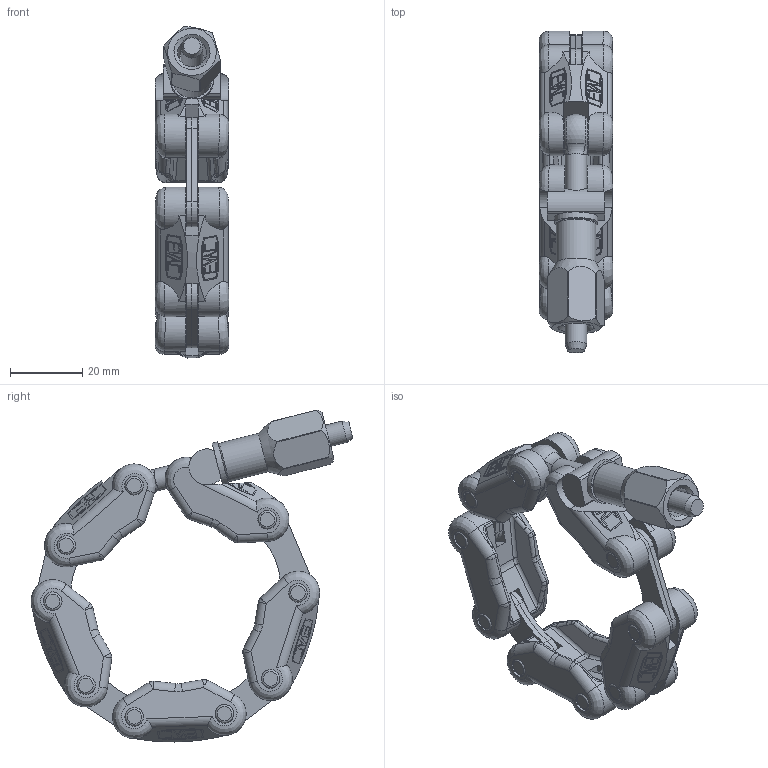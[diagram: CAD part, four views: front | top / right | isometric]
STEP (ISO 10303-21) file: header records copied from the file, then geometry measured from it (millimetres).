
FILE_DESCRIPTION(/* description */ (''),/* implementation_level */ '2;1');
FILE_NAME(/* name */ '30.040006.151.641',/* time_stamp */ '2019-06-21T10:22:20+02:00',/* author */ ('Murat Coskun Bicak'),/* organization */ ('Evac AG'),/* preprocessor_version */ 'ST-DEVELOPER v16.7',/* originating_system */ 'DEX',/* authorisation */ $);
FILE_SCHEMA (('AUTOMOTIVE_DESIGN {1 0 10303 214 3 1 1}'));
Length unit declared in the file: millimetre
Products named in the file (11): 30.040006.151.641; 03.236.001-ST; 03.236.002-ST; 03.236.003-ST; 03.020.008-ST; 03.034.007-IXMY; 03.036.004-IX; 00.1506.00-IXMY; 03.037.004-IX; 03.030.022-IX; 03.030.016-IX
Assembly tree (26 placements, depth 2):
  30.040006.151.641
    03.236.001-ST  x3
    03.236.002-ST
    03.236.003-ST
    03.020.008-ST  x9
    03.034.007-IXMY
    03.036.004-IX
    00.1506.00-IXMY
    03.037.004-IX
    03.030.022-IX  x2
    03.030.016-IX  x6
Bounding box: 20.49 x 89.18 x 91.96 mm (x, y, z)
Volume: 41415.8 mm3; surface area: 28231.2 mm2
Topology: 26 solids, 26 shells, 1111 faces, 3044 edges, 2022 vertices
Faces by surface type: plane 702, cylinder 227, bspline 152, torus 21, cone 8, sphere 1
Full cylindrical faces by diameter (mm): 4.917 x1, 5 x26, 5.2 x18, 6 x1, 6.2 x1, 6.4 x1, 8 x1, 11 x1, 12 x1
Entity records: 23916 total; most frequent: CARTESIAN_POINT 8452, ORIENTED_EDGE 3400, DIRECTION 2625, EDGE_CURVE 1700, VERTEX_POINT 1159, LINE 1085, VECTOR 1085, AXIS2_PLACEMENT_3D 770
